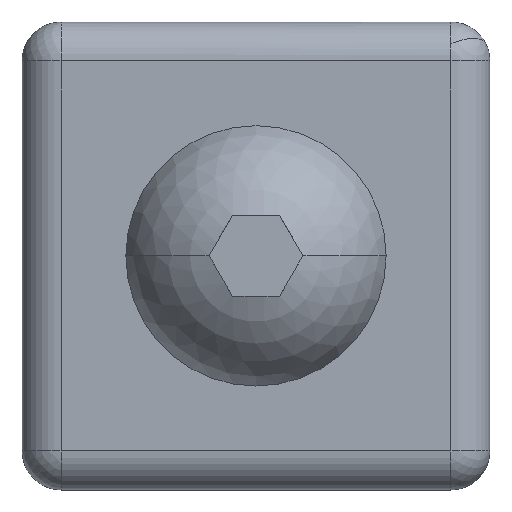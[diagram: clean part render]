
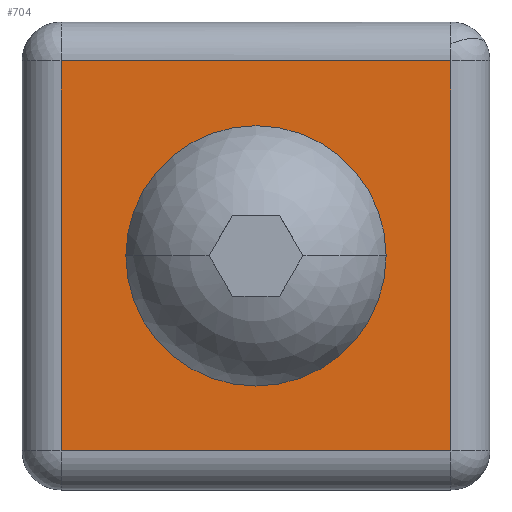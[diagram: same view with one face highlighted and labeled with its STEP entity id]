
A CAD part, top view. The second image highlights one B-rep face of the part: STEP entity #704.
In plain terms, the highlighted planar face has unit normal (0, 0, 1).
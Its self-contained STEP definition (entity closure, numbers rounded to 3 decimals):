
#174=CARTESIAN_POINT('',(0.982,0.156,0.188));
#175=VERTEX_POINT('',#174);
#184=CARTESIAN_POINT('',(0.518,0.156,0.188));
#185=VERTEX_POINT('',#184);
#186=CARTESIAN_POINT('',(0.75,0.156,0.188));
#187=DIRECTION('',(0.0,0.0,-1.0));
#188=DIRECTION('',(1.0,0.0,0.0));
#189=AXIS2_PLACEMENT_3D('',#186,#187,#188);
#190=CIRCLE('',#189,0.232);
#191=EDGE_CURVE('',#185,#175,#190,.T.);
#225=CARTESIAN_POINT('',(0.75,0.156,0.188));
#226=DIRECTION('',(0.0,0.0,-1.0));
#227=DIRECTION('',(1.0,0.0,0.0));
#228=AXIS2_PLACEMENT_3D('',#225,#226,#227);
#229=CIRCLE('',#228,0.232);
#230=EDGE_CURVE('',#175,#185,#229,.T.);
#363=CARTESIAN_POINT('',(1.375,-0.469,0.188));
#364=VERTEX_POINT('',#363);
#388=CARTESIAN_POINT('',(1.375,0.781,0.188));
#389=VERTEX_POINT('',#388);
#453=CARTESIAN_POINT('',(1.375,0.781,0.188));
#454=DIRECTION('',(0.0,-1.0,0.0));
#455=VECTOR('',#454,1.25);
#456=LINE('',#453,#455);
#457=EDGE_CURVE('',#389,#364,#456,.T.);
#509=CARTESIAN_POINT('',(0.125,0.781,0.188));
#510=VERTEX_POINT('',#509);
#518=CARTESIAN_POINT('',(0.125,0.781,0.188));
#519=DIRECTION('',(1.0,0.0,0.0));
#520=VECTOR('',#519,1.25);
#521=LINE('',#518,#520);
#522=EDGE_CURVE('',#510,#389,#521,.T.);
#553=CARTESIAN_POINT('',(0.125,-0.469,0.188));
#554=VERTEX_POINT('',#553);
#636=CARTESIAN_POINT('',(0.125,-0.469,0.188));
#637=DIRECTION('',(0.0,1.0,0.0));
#638=VECTOR('',#637,1.25);
#639=LINE('',#636,#638);
#640=EDGE_CURVE('',#554,#510,#639,.T.);
#672=CARTESIAN_POINT('',(1.375,-0.469,0.188));
#673=DIRECTION('',(-1.0,0.0,0.0));
#674=VECTOR('',#673,1.25);
#675=LINE('',#672,#674);
#676=EDGE_CURVE('',#364,#554,#675,.T.);
#689=CARTESIAN_POINT('',(3.0,0.906,0.188));
#690=DIRECTION('',(0.0,0.0,1.0));
#691=DIRECTION('',(1.0,0.0,0.0));
#692=AXIS2_PLACEMENT_3D('',#689,#690,#691);
#693=PLANE('',#692);
#694=ORIENTED_EDGE('',*,*,#522,.F.);
#695=ORIENTED_EDGE('',*,*,#640,.F.);
#696=ORIENTED_EDGE('',*,*,#676,.F.);
#697=ORIENTED_EDGE('',*,*,#457,.F.);
#698=EDGE_LOOP('',(#694,#695,#696,#697));
#699=FACE_OUTER_BOUND('',#698,.T.);
#700=ORIENTED_EDGE('',*,*,#230,.T.);
#701=ORIENTED_EDGE('',*,*,#191,.T.);
#702=EDGE_LOOP('',(#700,#701));
#703=FACE_BOUND('',#702,.T.);
#704=ADVANCED_FACE('',(#699,#703),#693,.T.);
